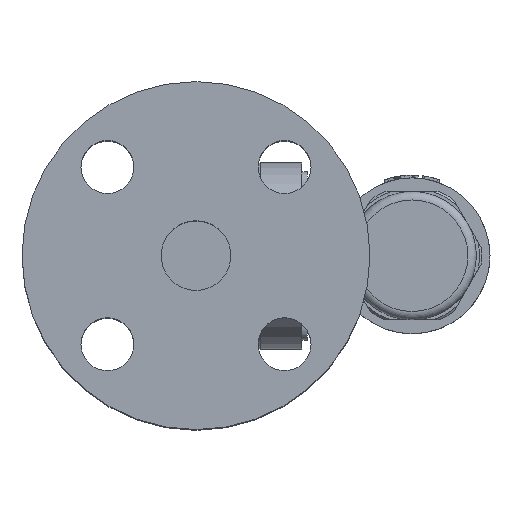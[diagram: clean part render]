
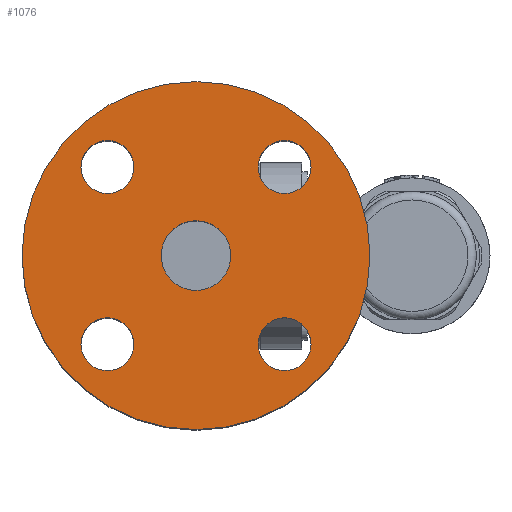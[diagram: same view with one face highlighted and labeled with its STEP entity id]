
A CAD part, top view. The second image highlights one B-rep face of the part: STEP entity #1076.
In plain terms, the highlighted planar face has unit normal (0, 0, 1).
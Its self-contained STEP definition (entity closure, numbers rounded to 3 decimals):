
#553=CARTESIAN_POINT('',(62.5,0.0,82.));
#554=VERTEX_POINT('',#553);
#555=CARTESIAN_POINT('',(0.,0.0,82.0));
#556=DIRECTION('',(0.0,0.0,1.0));
#557=DIRECTION('',(1.0,0.0,0.0));
#558=AXIS2_PLACEMENT_3D('',#555,#556,#557);
#559=CIRCLE('',#558,62.5);
#560=EDGE_CURVE('',#554,#554,#559,.T.);
#597=CARTESIAN_POINT('',(31.82,-41.32,82.0));
#598=VERTEX_POINT('',#597);
#599=CARTESIAN_POINT('',(31.82,-31.82,82.0));
#600=DIRECTION('',(0.0,0.0,-1.0));
#601=DIRECTION('',(0.0,-1.0,0.0));
#602=AXIS2_PLACEMENT_3D('',#599,#600,#601);
#603=CIRCLE('',#602,9.5);
#604=EDGE_CURVE('',#598,#598,#603,.T.);
#638=CARTESIAN_POINT('',(-41.32,-31.82,82.));
#639=VERTEX_POINT('',#638);
#640=CARTESIAN_POINT('',(-31.82,-31.82,82.));
#641=DIRECTION('',(0.0,0.0,-1.0));
#642=DIRECTION('',(-1.0,0.0,0.0));
#643=AXIS2_PLACEMENT_3D('',#640,#641,#642);
#644=CIRCLE('',#643,9.5);
#645=EDGE_CURVE('',#639,#639,#644,.T.);
#679=CARTESIAN_POINT('',(-31.82,41.32,82.));
#680=VERTEX_POINT('',#679);
#681=CARTESIAN_POINT('',(-31.82,31.82,82.));
#682=DIRECTION('',(0.0,0.0,-1.0));
#683=DIRECTION('',(0.0,1.0,0.0));
#684=AXIS2_PLACEMENT_3D('',#681,#682,#683);
#685=CIRCLE('',#684,9.5);
#686=EDGE_CURVE('',#680,#680,#685,.T.);
#720=CARTESIAN_POINT('',(41.32,31.82,82.0));
#721=VERTEX_POINT('',#720);
#722=CARTESIAN_POINT('',(31.82,31.82,82.0));
#723=DIRECTION('',(0.0,0.0,-1.0));
#724=DIRECTION('',(1.0,0.0,0.0));
#725=AXIS2_PLACEMENT_3D('',#722,#723,#724);
#726=CIRCLE('',#725,9.5);
#727=EDGE_CURVE('',#721,#721,#726,.T.);
#1001=CARTESIAN_POINT('',(12.5,0.0,82.0));
#1002=VERTEX_POINT('',#1001);
#1003=CARTESIAN_POINT('',(0.,0.0,82.0));
#1004=DIRECTION('',(0.0,0.0,1.0));
#1005=DIRECTION('',(1.0,0.0,0.0));
#1006=AXIS2_PLACEMENT_3D('',#1003,#1004,#1005);
#1007=CIRCLE('',#1006,12.5);
#1008=EDGE_CURVE('',#1002,#1002,#1007,.T.);
#1053=CARTESIAN_POINT('',(37.5,0.0,82.0));
#1054=DIRECTION('',(0.0,0.0,1.0));
#1055=DIRECTION('',(1.0,0.0,0.0));
#1056=AXIS2_PLACEMENT_3D('',#1053,#1054,#1055);
#1057=PLANE('',#1056);
#1058=ORIENTED_EDGE('',*,*,#560,.T.);
#1059=EDGE_LOOP('',(#1058));
#1060=FACE_OUTER_BOUND('',#1059,.T.);
#1061=ORIENTED_EDGE('',*,*,#604,.T.);
#1062=EDGE_LOOP('',(#1061));
#1063=FACE_BOUND('',#1062,.T.);
#1064=ORIENTED_EDGE('',*,*,#645,.T.);
#1065=EDGE_LOOP('',(#1064));
#1066=FACE_BOUND('',#1065,.T.);
#1067=ORIENTED_EDGE('',*,*,#686,.T.);
#1068=EDGE_LOOP('',(#1067));
#1069=FACE_BOUND('',#1068,.T.);
#1070=ORIENTED_EDGE('',*,*,#727,.T.);
#1071=EDGE_LOOP('',(#1070));
#1072=FACE_BOUND('',#1071,.T.);
#1073=ORIENTED_EDGE('',*,*,#1008,.F.);
#1074=EDGE_LOOP('',(#1073));
#1075=FACE_BOUND('',#1074,.T.);
#1076=ADVANCED_FACE('',(#1060,#1063,#1066,#1069,#1072,#1075),#1057,.T.);
